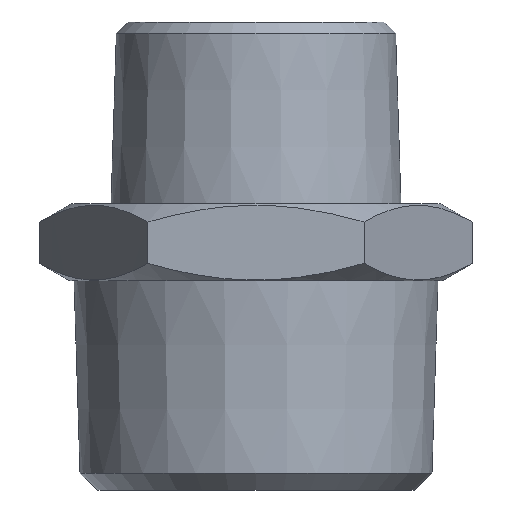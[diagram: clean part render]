
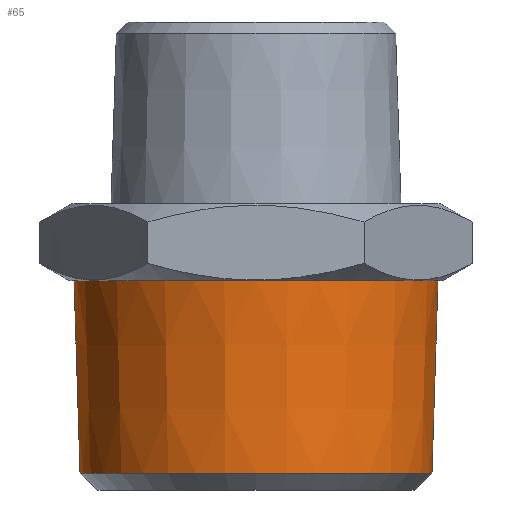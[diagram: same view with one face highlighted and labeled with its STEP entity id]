
A CAD part, front view. The second image highlights one B-rep face of the part: STEP entity #65.
In plain terms, the highlighted conical face has half-angle 1.788 degrees and reference radius 16.525 mm.
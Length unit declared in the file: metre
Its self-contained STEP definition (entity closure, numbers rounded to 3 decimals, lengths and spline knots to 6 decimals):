
#65 = ADVANCED_FACE( 'NONE', ( #139, #140 ), #141, .T. );
#139 = FACE_OUTER_BOUND( '', #224, .T. );
#140 = FACE_BOUND( '', #225, .T. );
#141 = CONICAL_SURFACE( '', #226, 0.016525, 0.031 );
#224 = EDGE_LOOP( '', ( #348 ) );
#225 = EDGE_LOOP( '', ( #349 ) );
#226 = AXIS2_PLACEMENT_3D( '', #350, #351, #352 );
#348 = ORIENTED_EDGE( '', *, *, #451, .T. );
#349 = ORIENTED_EDGE( '', *, *, #452, .T. );
#350 = CARTESIAN_POINT( '', ( 0., 0., 0. ) );
#351 = DIRECTION( '', ( 0., 0., 1. ) );
#352 = DIRECTION( '', ( 1., 0., 0. ) );
#451 = EDGE_CURVE( 'NONE', #523, #523, #524, .T. );
#452 = EDGE_CURVE( 'NONE', #525, #525, #526, .T. );
#523 = VERTEX_POINT( '', #782 );
#524 = CIRCLE( '', #783, 0.016525 );
#525 = VERTEX_POINT( '', #784 );
#526 = CIRCLE( '', #785, 0.015979 );
#782 = CARTESIAN_POINT( '', ( 0.016525, 0., 0. ) );
#783 = AXIS2_PLACEMENT_3D( '', #833, #834, #835 );
#784 = CARTESIAN_POINT( '', ( 0.015979, 0., -0.017501 ) );
#785 = AXIS2_PLACEMENT_3D( '', #836, #837, #838 );
#833 = CARTESIAN_POINT( '', ( 0., 0., 0. ) );
#834 = DIRECTION( '', ( 0., 0., -1. ) );
#835 = DIRECTION( '', ( 1., 0., 0. ) );
#836 = CARTESIAN_POINT( '', ( 0., 0., -0.017501 ) );
#837 = DIRECTION( '', ( 0., 0., 1. ) );
#838 = DIRECTION( '', ( 1., 0., 0. ) );
